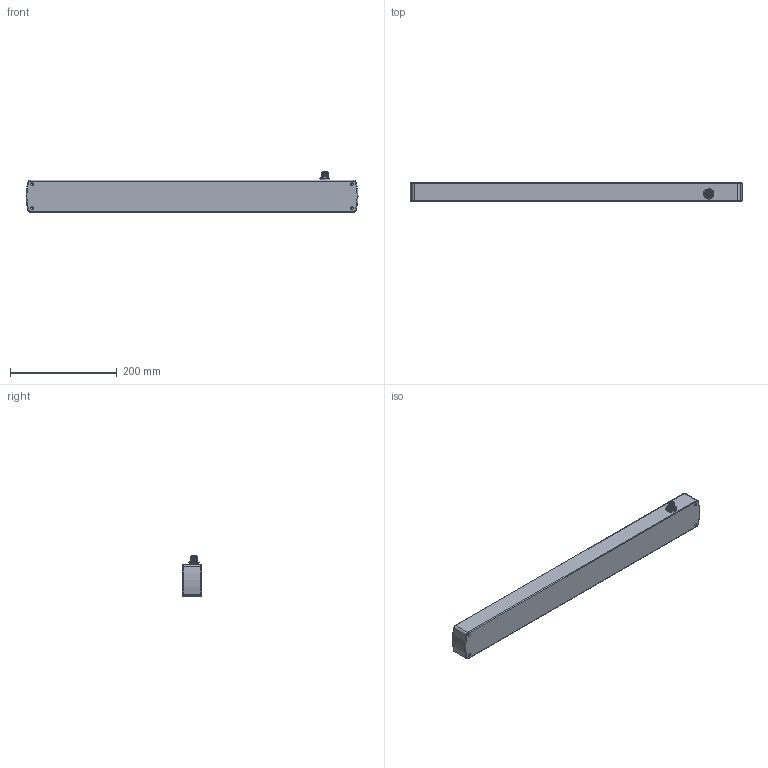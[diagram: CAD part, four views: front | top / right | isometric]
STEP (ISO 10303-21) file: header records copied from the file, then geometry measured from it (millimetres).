
FILE_DESCRIPTION((''),'2;1');
FILE_NAME('142921_SW','2008-09-23T',('banengservice'),('BANNER ENGINEERING'),'PRO/ENGINEER BY PARAMETRIC TECHNOLOGY CORPORATION, 2006170','PRO/ENGINEER BY PARAMETRIC TECHNOLOGY CORPORATION, 2006170','');
FILE_SCHEMA(('CONFIG_CONTROL_DESIGN'));
Length unit declared in the file: inch
Products named in the file (1): 142921_SW
Bounding box: 621 x 34.93 x 76 mm (x, y, z)
Volume: 1234754.8 mm3; surface area: 127636.5 mm2
Topology: 1 solids, 1 shells, 583 faces, 1508 edges, 964 vertices
Faces by surface type: plane 325, cylinder 130, cone 84, bspline 32, torus 12
Entity records: 27284 total; most frequent: CARTESIAN_POINT 13085, ORIENTED_EDGE 3000, DIRECTION 2834, EDGE_CURVE 1500, VERTEX_POINT 964, VECTOR 952, LINE 952, AXIS2_PLACEMENT_3D 941
